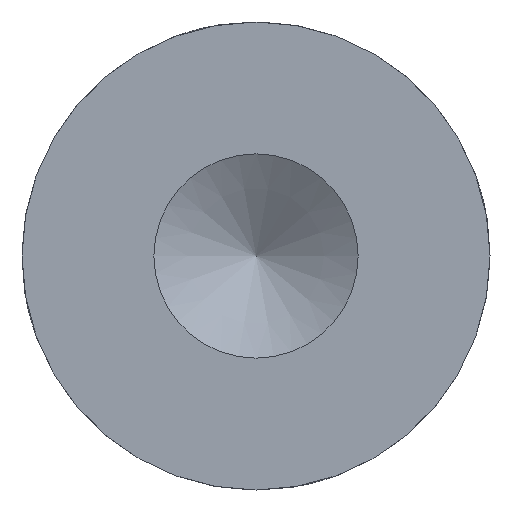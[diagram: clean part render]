
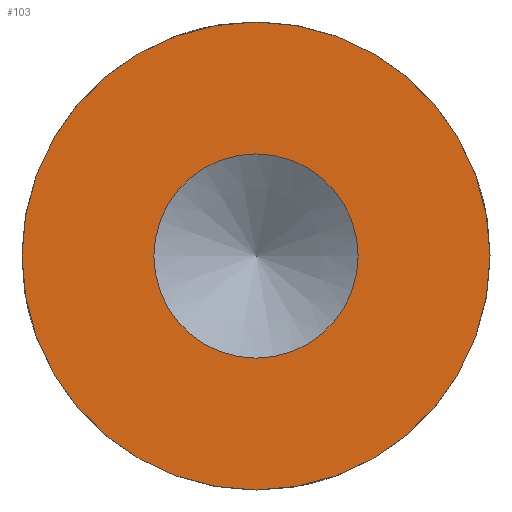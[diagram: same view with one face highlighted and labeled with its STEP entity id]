
A CAD part, front view. The second image highlights one B-rep face of the part: STEP entity #103.
In plain terms, the highlighted planar face has unit normal (0, -1, 0).
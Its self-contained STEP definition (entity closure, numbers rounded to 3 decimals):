
#74=FACE_BOUND('',#167,.T.);
#75=FACE_BOUND('',#168,.T.);
#103=ADVANCED_FACE('',(#74,#75),#120,.T.);
#120=PLANE('',#464);
#167=EDGE_LOOP('',(#299));
#168=EDGE_LOOP('',(#300));
#299=ORIENTED_EDGE('',*,*,#387,.T.);
#300=ORIENTED_EDGE('',*,*,#386,.F.);
#335=VERTEX_POINT('',#708);
#336=VERTEX_POINT('',#711);
#386=EDGE_CURVE('',#335,#335,#412,.T.);
#387=EDGE_CURVE('',#336,#336,#413,.T.);
#412=CIRCLE('',#461,2.75);
#413=CIRCLE('',#463,1.2);
#461=AXIS2_PLACEMENT_3D('',#707,#576,#577);
#463=AXIS2_PLACEMENT_3D('',#710,#580,#581);
#464=AXIS2_PLACEMENT_3D('',#712,#582,#583);
#576=DIRECTION('',(0.,1.,0.));
#577=DIRECTION('',(-0.5,0.,-0.866));
#580=DIRECTION('',(0.,1.,0.));
#581=DIRECTION('',(-0.5,0.,-0.866));
#582=DIRECTION('',(0.,-1.,0.));
#583=DIRECTION('',(0.866,0.,-0.5));
#707=CARTESIAN_POINT('',(0.,0.,0.));
#708=CARTESIAN_POINT('',(-1.375,0.,-2.382));
#710=CARTESIAN_POINT('',(0.,0.,0.));
#711=CARTESIAN_POINT('',(-0.6,0.,-1.039));
#712=CARTESIAN_POINT('',(-4.132,0.,-1.107));
